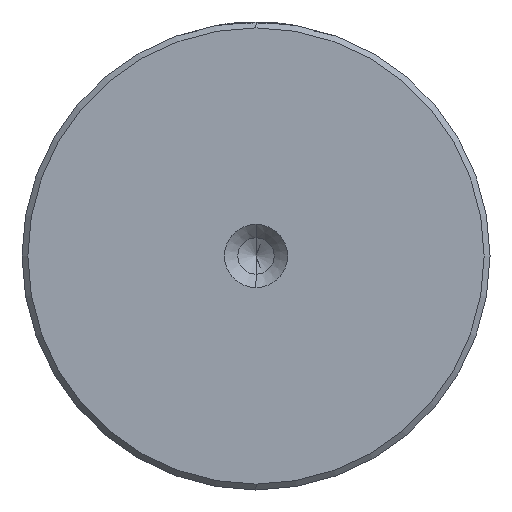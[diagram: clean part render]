
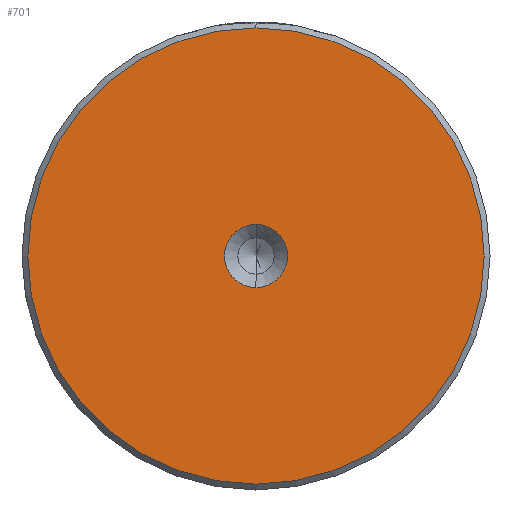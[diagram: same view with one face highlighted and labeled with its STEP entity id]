
A CAD part, left-side view. The second image highlights one B-rep face of the part: STEP entity #701.
In plain terms, the highlighted planar face has unit normal (-1, 0, 0).
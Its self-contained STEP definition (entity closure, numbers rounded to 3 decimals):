
#80 = AXIS2_PLACEMENT_3D ( 'NONE', #508, #307, #145 ) ;
#95 = ORIENTED_EDGE ( 'NONE', *, *, #394, .T. ) ;
#145 = DIRECTION ( 'NONE',  ( 0., 0., 1. ) ) ;
#175 = DIRECTION ( 'NONE',  ( 0., 0., 1. ) ) ;
#194 = DIRECTION ( 'NONE',  ( -1., 0., 0. ) ) ;
#203 = CARTESIAN_POINT ( 'NONE',  ( 0., 0., 0. ) ) ;
#231 = ORIENTED_EDGE ( 'NONE', *, *, #454, .T. ) ;
#241 = FACE_BOUND ( 'NONE', #635, .T. ) ;
#307 = DIRECTION ( 'NONE',  ( -1., 0., 0. ) ) ;
#329 = PLANE ( 'NONE',  #80 ) ;
#394 = EDGE_CURVE ( 'NONE', #504, #920, #1729, .T. ) ;
#440 = DIRECTION ( 'NONE',  ( -1., 0., 0. ) ) ;
#448 = CARTESIAN_POINT ( 'NONE',  ( 0., 0., 0. ) ) ;
#454 = EDGE_CURVE ( 'NONE', #920, #504, #1106, .T. ) ;
#485 = CIRCLE ( 'NONE', #705, 2.7 ) ;
#504 = VERTEX_POINT ( 'NONE', #2146 ) ;
#508 = CARTESIAN_POINT ( 'NONE',  ( 0., 0., 0. ) ) ;
#531 = EDGE_CURVE ( 'NONE', #610, #2091, #1559, .T. ) ;
#553 = ORIENTED_EDGE ( 'NONE', *, *, #1787, .F. ) ;
#587 = CARTESIAN_POINT ( 'NONE',  ( 0., 0., 0. ) ) ;
#610 = VERTEX_POINT ( 'NONE', #708 ) ;
#625 = DIRECTION ( 'NONE',  ( 0., 0., 1. ) ) ;
#632 = DIRECTION ( 'NONE',  ( 0., 0., 1. ) ) ;
#635 = EDGE_LOOP ( 'NONE', ( #553, #2450 ) ) ;
#643 = DIRECTION ( 'NONE',  ( -1., 0., 0. ) ) ;
#652 = CARTESIAN_POINT ( 'NONE',  ( 0., 0., 0. ) ) ;
#701 = ADVANCED_FACE ( 'NONE', ( #2193, #241 ), #329, .T. ) ;
#705 = AXIS2_PLACEMENT_3D ( 'NONE', #587, #1896, #781 ) ;
#708 = CARTESIAN_POINT ( 'NONE',  ( 0., 0., -2.7 ) ) ;
#781 = DIRECTION ( 'NONE',  ( 0., 0., 1. ) ) ;
#898 = AXIS2_PLACEMENT_3D ( 'NONE', #652, #643, #625 ) ;
#920 = VERTEX_POINT ( 'NONE', #1904 ) ;
#1106 = CIRCLE ( 'NONE', #2326, 19.5 ) ;
#1559 = CIRCLE ( 'NONE', #898, 2.7 ) ;
#1619 = CARTESIAN_POINT ( 'NONE',  ( 0., 0., 2.7 ) ) ;
#1729 = CIRCLE ( 'NONE', #2081, 19.5 ) ;
#1787 = EDGE_CURVE ( 'NONE', #2091, #610, #485, .T. ) ;
#1870 = EDGE_LOOP ( 'NONE', ( #95, #231 ) ) ;
#1896 = DIRECTION ( 'NONE',  ( -1., 0., 0. ) ) ;
#1904 = CARTESIAN_POINT ( 'NONE',  ( 0., 0., 19.5 ) ) ;
#2081 = AXIS2_PLACEMENT_3D ( 'NONE', #203, #194, #175 ) ;
#2091 = VERTEX_POINT ( 'NONE', #1619 ) ;
#2146 = CARTESIAN_POINT ( 'NONE',  ( 0., 0., -19.5 ) ) ;
#2193 = FACE_OUTER_BOUND ( 'NONE', #1870, .T. ) ;
#2326 = AXIS2_PLACEMENT_3D ( 'NONE', #448, #440, #632 ) ;
#2450 = ORIENTED_EDGE ( 'NONE', *, *, #531, .F. ) ;
